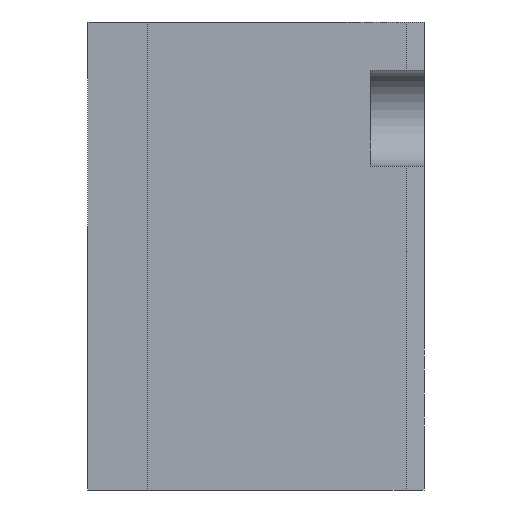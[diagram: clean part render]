
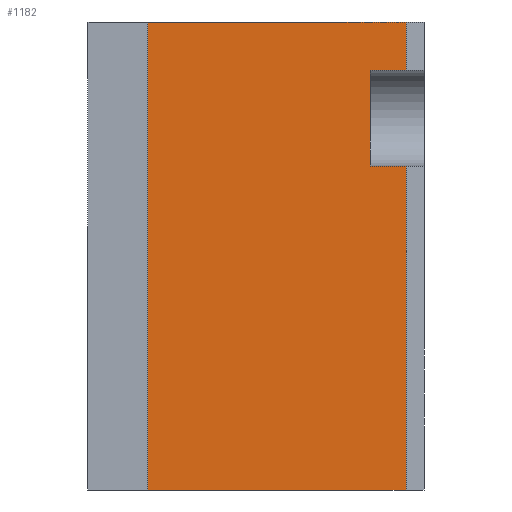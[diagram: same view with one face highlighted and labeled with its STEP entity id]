
A CAD part, left-side view. The second image highlights one B-rep face of the part: STEP entity #1182.
In plain terms, the highlighted planar face has unit normal (-1, 0, 0).
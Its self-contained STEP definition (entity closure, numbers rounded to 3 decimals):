
#78=PLANE('',#1349);
#134=FACE_OUTER_BOUND('',#213,.T.);
#213=EDGE_LOOP('',(#933,#934,#935,#936,#937,#938,#939,#940));
#269=LINE('',#1846,#374);
#290=LINE('',#1912,#395);
#298=LINE('',#1928,#403);
#299=LINE('',#1933,#404);
#307=LINE('',#1952,#412);
#308=LINE('',#1953,#413);
#309=LINE('',#1955,#414);
#310=LINE('',#1956,#415);
#374=VECTOR('',#1500,10.);
#395=VECTOR('',#1565,10.);
#403=VECTOR('',#1575,10.);
#404=VECTOR('',#1584,10.);
#412=VECTOR('',#1600,10.);
#413=VECTOR('',#1601,10.);
#414=VECTOR('',#1602,10.);
#415=VECTOR('',#1603,10.);
#540=VERTEX_POINT('',#1843);
#541=VERTEX_POINT('',#1845);
#562=VERTEX_POINT('',#1908);
#564=VERTEX_POINT('',#1911);
#568=VERTEX_POINT('',#1920);
#571=VERTEX_POINT('',#1926);
#578=VERTEX_POINT('',#1951);
#579=VERTEX_POINT('',#1954);
#661=EDGE_CURVE('',#541,#540,#269,.T.);
#692=EDGE_CURVE('',#564,#562,#290,.T.);
#700=EDGE_CURVE('',#568,#571,#298,.T.);
#703=EDGE_CURVE('',#571,#564,#299,.T.);
#712=EDGE_CURVE('',#540,#578,#307,.T.);
#713=EDGE_CURVE('',#578,#568,#308,.T.);
#714=EDGE_CURVE('',#562,#579,#309,.T.);
#715=EDGE_CURVE('',#579,#541,#310,.T.);
#933=ORIENTED_EDGE('',*,*,#661,.T.);
#934=ORIENTED_EDGE('',*,*,#712,.T.);
#935=ORIENTED_EDGE('',*,*,#713,.T.);
#936=ORIENTED_EDGE('',*,*,#700,.T.);
#937=ORIENTED_EDGE('',*,*,#703,.T.);
#938=ORIENTED_EDGE('',*,*,#692,.T.);
#939=ORIENTED_EDGE('',*,*,#714,.T.);
#940=ORIENTED_EDGE('',*,*,#715,.T.);
#1182=ADVANCED_FACE('',(#134),#78,.T.);
#1349=AXIS2_PLACEMENT_3D('',#1950,#1598,#1599);
#1500=DIRECTION('',(0.,0.,-1.));
#1565=DIRECTION('',(0.,-1.,0.));
#1575=DIRECTION('',(0.,1.,0.));
#1584=DIRECTION('',(0.,0.,1.));
#1598=DIRECTION('center_axis',(-1.,0.,0.));
#1599=DIRECTION('ref_axis',(0.,0.,1.));
#1600=DIRECTION('',(0.,-1.,0.));
#1601=DIRECTION('',(0.,0.,1.));
#1602=DIRECTION('',(0.,0.,1.));
#1603=DIRECTION('',(0.,1.,0.));
#1843=CARTESIAN_POINT('',(-21.,9.,-19.5));
#1845=CARTESIAN_POINT('',(-21.,9.,19.5));
#1846=CARTESIAN_POINT('',(-21.,9.,9.75));
#1908=CARTESIAN_POINT('',(-21.,-12.5,15.5));
#1911=CARTESIAN_POINT('',(-21.,-9.5,15.5));
#1912=CARTESIAN_POINT('',(-21.,-14.,15.5));
#1920=CARTESIAN_POINT('',(-21.,-12.5,7.5));
#1926=CARTESIAN_POINT('',(-21.,-9.5,7.5));
#1928=CARTESIAN_POINT('',(-21.,-14.,7.5));
#1933=CARTESIAN_POINT('',(-21.,-9.5,5.75));
#1950=CARTESIAN_POINT('Origin',(-21.,-14.,0.));
#1951=CARTESIAN_POINT('',(-21.,-12.5,-19.5));
#1952=CARTESIAN_POINT('',(-21.,-14.,-19.5));
#1953=CARTESIAN_POINT('',(-21.,-12.5,9.75));
#1954=CARTESIAN_POINT('',(-21.,-12.5,19.5));
#1955=CARTESIAN_POINT('',(-21.,-12.5,9.75));
#1956=CARTESIAN_POINT('',(-21.,-14.,19.5));
